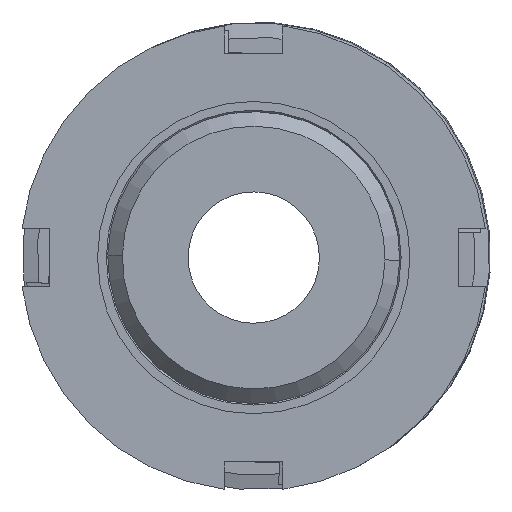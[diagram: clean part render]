
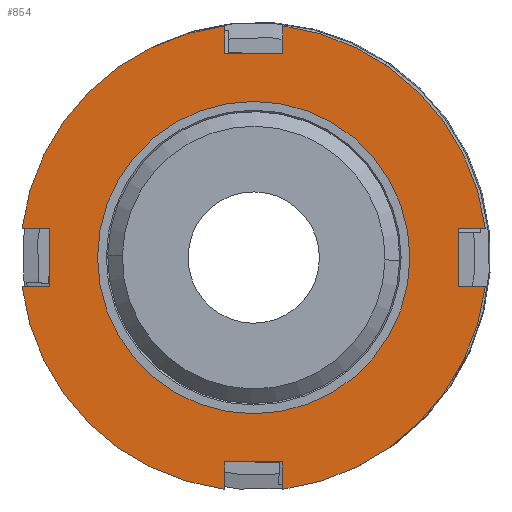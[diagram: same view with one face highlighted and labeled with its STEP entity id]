
A CAD part, front view. The second image highlights one B-rep face of the part: STEP entity #854.
In plain terms, the highlighted planar face has unit normal (0, -1, 0).
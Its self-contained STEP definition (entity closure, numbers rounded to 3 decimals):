
#17 = CARTESIAN_POINT ( 'NONE',  ( 15.875, -30., 2. ) ) ;
#64 = LINE ( 'NONE', #2521, #380 ) ;
#88 = CARTESIAN_POINT ( 'NONE',  ( 14., -30., -2. ) ) ;
#89 = CARTESIAN_POINT ( 'NONE',  ( 0., -30., 0. ) ) ;
#122 = VERTEX_POINT ( 'NONE', #266 ) ;
#133 = VECTOR ( 'NONE', #1911, 1000. ) ;
#144 = DIRECTION ( 'NONE',  ( -1., 0., 0. ) ) ;
#152 = VECTOR ( 'NONE', #614, 1000. ) ;
#177 = VERTEX_POINT ( 'NONE', #88 ) ;
#225 = EDGE_CURVE ( 'NONE', #3235, #3056, #2402, .T. ) ;
#266 = CARTESIAN_POINT ( 'NONE',  ( -15.875, -30., 2. ) ) ;
#273 = VECTOR ( 'NONE', #2104, 1000. ) ;
#327 = CARTESIAN_POINT ( 'NONE',  ( 0., -30., 0. ) ) ;
#332 = CARTESIAN_POINT ( 'NONE',  ( -2., -30., 0. ) ) ;
#343 = LINE ( 'NONE', #2975, #152 ) ;
#360 = DIRECTION ( 'NONE',  ( 0., 1., 0. ) ) ;
#380 = VECTOR ( 'NONE', #2062, 1000. ) ;
#416 = DIRECTION ( 'NONE',  ( 1., 0., 0. ) ) ;
#446 = LINE ( 'NONE', #2506, #1029 ) ;
#487 = CARTESIAN_POINT ( 'NONE',  ( 2., -30., 14. ) ) ;
#503 = CIRCLE ( 'NONE', #1501, 10.7 ) ;
#504 = DIRECTION ( 'NONE',  ( 0., 0., 1. ) ) ;
#533 = AXIS2_PLACEMENT_3D ( 'NONE', #3163, #360, #595 ) ;
#534 = VERTEX_POINT ( 'NONE', #487 ) ;
#559 = ORIENTED_EDGE ( 'NONE', *, *, #789, .T. ) ;
#562 = VERTEX_POINT ( 'NONE', #2556 ) ;
#588 = EDGE_CURVE ( 'NONE', #3056, #3235, #503, .T. ) ;
#595 = DIRECTION ( 'NONE',  ( 0., 0., 1. ) ) ;
#614 = DIRECTION ( 'NONE',  ( 1., 0., 0. ) ) ;
#720 = CIRCLE ( 'NONE', #962, 16. ) ;
#764 = VECTOR ( 'NONE', #1663, 1000. ) ;
#789 = EDGE_CURVE ( 'NONE', #2264, #2389, #948, .T. ) ;
#839 = CIRCLE ( 'NONE', #2693, 16. ) ;
#854 = ADVANCED_FACE ( 'NONE', ( #2118, #1447 ), #2695, .F. ) ;
#879 = CIRCLE ( 'NONE', #3050, 16. ) ;
#882 = CARTESIAN_POINT ( 'NONE',  ( 2., -30., -14. ) ) ;
#884 = CARTESIAN_POINT ( 'NONE',  ( -2., -30., 0. ) ) ;
#914 = EDGE_CURVE ( 'NONE', #946, #1010, #839, .T. ) ;
#946 = VERTEX_POINT ( 'NONE', #1584 ) ;
#948 = LINE ( 'NONE', #1178, #133 ) ;
#962 = AXIS2_PLACEMENT_3D ( 'NONE', #2892, #1054, #1829 ) ;
#996 = EDGE_CURVE ( 'NONE', #2801, #2056, #446, .T. ) ;
#1010 = VERTEX_POINT ( 'NONE', #2224 ) ;
#1020 = CARTESIAN_POINT ( 'NONE',  ( -2., -30., 15.875 ) ) ;
#1029 = VECTOR ( 'NONE', #2235, 1000. ) ;
#1054 = DIRECTION ( 'NONE',  ( 0., 1., 0. ) ) ;
#1083 = DIRECTION ( 'NONE',  ( 0., 0., 1. ) ) ;
#1100 = DIRECTION ( 'NONE',  ( 0., 0., 1. ) ) ;
#1123 = CARTESIAN_POINT ( 'NONE',  ( -2., -30., -14. ) ) ;
#1128 = EDGE_LOOP ( 'NONE', ( #1253, #2469, #3004, #3021, #2756, #1306, #2495, #2752, #2067, #2827, #1222, #2438, #2320, #2481, #1946, #559 ) ) ;
#1153 = CARTESIAN_POINT ( 'NONE',  ( -2., -30., 14. ) ) ;
#1178 = CARTESIAN_POINT ( 'NONE',  ( -14., -30., 0. ) ) ;
#1179 = LINE ( 'NONE', #2406, #273 ) ;
#1211 = VERTEX_POINT ( 'NONE', #17 ) ;
#1222 = ORIENTED_EDGE ( 'NONE', *, *, #2131, .T. ) ;
#1249 = EDGE_CURVE ( 'NONE', #122, #2187, #720, .T. ) ;
#1253 = ORIENTED_EDGE ( 'NONE', *, *, #2025, .F. ) ;
#1306 = ORIENTED_EDGE ( 'NONE', *, *, #914, .F. ) ;
#1320 = CARTESIAN_POINT ( 'NONE',  ( 10.7, -30., 2. ) ) ;
#1346 = EDGE_CURVE ( 'NONE', #177, #3190, #1616, .T. ) ;
#1361 = CARTESIAN_POINT ( 'NONE',  ( 0., -30., 0. ) ) ;
#1389 = VERTEX_POINT ( 'NONE', #2931 ) ;
#1397 = CARTESIAN_POINT ( 'NONE',  ( 14., -30., 2. ) ) ;
#1402 = ORIENTED_EDGE ( 'NONE', *, *, #225, .T. ) ;
#1410 = CARTESIAN_POINT ( 'NONE',  ( 14., -30., 0. ) ) ;
#1423 = CARTESIAN_POINT ( 'NONE',  ( -2., -30., -15.875 ) ) ;
#1447 = FACE_OUTER_BOUND ( 'NONE', #1128, .T. ) ;
#1456 = VECTOR ( 'NONE', #3085, 1000. ) ;
#1458 = LINE ( 'NONE', #884, #764 ) ;
#1459 = VERTEX_POINT ( 'NONE', #1153 ) ;
#1476 = VERTEX_POINT ( 'NONE', #1423 ) ;
#1497 = EDGE_CURVE ( 'NONE', #946, #177, #2505, .T. ) ;
#1501 = AXIS2_PLACEMENT_3D ( 'NONE', #2029, #3070, #504 ) ;
#1518 = EDGE_CURVE ( 'NONE', #1476, #2801, #1458, .T. ) ;
#1526 = VECTOR ( 'NONE', #2485, 1000. ) ;
#1584 = CARTESIAN_POINT ( 'NONE',  ( 15.875, -30., -2. ) ) ;
#1608 = DIRECTION ( 'NONE',  ( 0., 1., 0. ) ) ;
#1616 = LINE ( 'NONE', #1410, #2377 ) ;
#1648 = CARTESIAN_POINT ( 'NONE',  ( 10.7, -30., 2. ) ) ;
#1653 = DIRECTION ( 'NONE',  ( 0., 0., 1. ) ) ;
#1663 = DIRECTION ( 'NONE',  ( 0., 0., 1. ) ) ;
#1721 = LINE ( 'NONE', #332, #2663 ) ;
#1752 = LINE ( 'NONE', #2728, #1526 ) ;
#1802 = EDGE_CURVE ( 'NONE', #1211, #3190, #3187, .T. ) ;
#1829 = DIRECTION ( 'NONE',  ( 0., 0., 1. ) ) ;
#1848 = CARTESIAN_POINT ( 'NONE',  ( 0., -30., 10.7 ) ) ;
#1873 = EDGE_CURVE ( 'NONE', #2187, #1459, #1721, .T. ) ;
#1911 = DIRECTION ( 'NONE',  ( 0., 0., -1. ) ) ;
#1913 = EDGE_CURVE ( 'NONE', #1476, #562, #3226, .T. ) ;
#1923 = AXIS2_PLACEMENT_3D ( 'NONE', #1361, #2358, #1100 ) ;
#1946 = ORIENTED_EDGE ( 'NONE', *, *, #2766, .T. ) ;
#1991 = DIRECTION ( 'NONE',  ( 0., 0., 1. ) ) ;
#2025 = EDGE_CURVE ( 'NONE', #562, #2389, #343, .T. ) ;
#2029 = CARTESIAN_POINT ( 'NONE',  ( 0., -30., 0. ) ) ;
#2050 = CARTESIAN_POINT ( 'NONE',  ( 0., -30., -10.7 ) ) ;
#2056 = VERTEX_POINT ( 'NONE', #882 ) ;
#2062 = DIRECTION ( 'NONE',  ( 0., 0., 1. ) ) ;
#2067 = ORIENTED_EDGE ( 'NONE', *, *, #1802, .F. ) ;
#2104 = DIRECTION ( 'NONE',  ( -1., 0., 0. ) ) ;
#2118 = FACE_BOUND ( 'NONE', #2646, .T. ) ;
#2131 = EDGE_CURVE ( 'NONE', #1389, #534, #1752, .T. ) ;
#2148 = AXIS2_PLACEMENT_3D ( 'NONE', #2765, #2760, #1991 ) ;
#2187 = VERTEX_POINT ( 'NONE', #1020 ) ;
#2224 = CARTESIAN_POINT ( 'NONE',  ( 2., -30., -15.875 ) ) ;
#2235 = DIRECTION ( 'NONE',  ( 1., 0., 0. ) ) ;
#2249 = LINE ( 'NONE', #1648, #3005 ) ;
#2264 = VERTEX_POINT ( 'NONE', #2840 ) ;
#2317 = ORIENTED_EDGE ( 'NONE', *, *, #588, .T. ) ;
#2320 = ORIENTED_EDGE ( 'NONE', *, *, #1873, .F. ) ;
#2358 = DIRECTION ( 'NONE',  ( 0., 1., 0. ) ) ;
#2377 = VECTOR ( 'NONE', #1653, 1000. ) ;
#2379 = DIRECTION ( 'NONE',  ( 0., 0., -1. ) ) ;
#2389 = VERTEX_POINT ( 'NONE', #2551 ) ;
#2402 = CIRCLE ( 'NONE', #533, 10.7 ) ;
#2406 = CARTESIAN_POINT ( 'NONE',  ( 0., -30., 14. ) ) ;
#2438 = ORIENTED_EDGE ( 'NONE', *, *, #3133, .T. ) ;
#2452 = EDGE_CURVE ( 'NONE', #1389, #1211, #879, .T. ) ;
#2469 = ORIENTED_EDGE ( 'NONE', *, *, #1913, .F. ) ;
#2481 = ORIENTED_EDGE ( 'NONE', *, *, #1249, .F. ) ;
#2485 = DIRECTION ( 'NONE',  ( 0., 0., -1. ) ) ;
#2495 = ORIENTED_EDGE ( 'NONE', *, *, #1497, .T. ) ;
#2505 = LINE ( 'NONE', #3178, #2946 ) ;
#2506 = CARTESIAN_POINT ( 'NONE',  ( 0., -30., -14. ) ) ;
#2521 = CARTESIAN_POINT ( 'NONE',  ( 2., -30., 0. ) ) ;
#2551 = CARTESIAN_POINT ( 'NONE',  ( -14., -30., -2. ) ) ;
#2556 = CARTESIAN_POINT ( 'NONE',  ( -15.875, -30., -2. ) ) ;
#2644 = DIRECTION ( 'NONE',  ( 0., 1., 0. ) ) ;
#2646 = EDGE_LOOP ( 'NONE', ( #2317, #1402 ) ) ;
#2663 = VECTOR ( 'NONE', #2379, 1000. ) ;
#2693 = AXIS2_PLACEMENT_3D ( 'NONE', #89, #1608, #1083 ) ;
#2695 = PLANE ( 'NONE',  #2148 ) ;
#2728 = CARTESIAN_POINT ( 'NONE',  ( 2., -30., 0. ) ) ;
#2749 = EDGE_CURVE ( 'NONE', #1010, #2056, #64, .T. ) ;
#2752 = ORIENTED_EDGE ( 'NONE', *, *, #1346, .T. ) ;
#2756 = ORIENTED_EDGE ( 'NONE', *, *, #2749, .F. ) ;
#2760 = DIRECTION ( 'NONE',  ( 0., 1., 0. ) ) ;
#2765 = CARTESIAN_POINT ( 'NONE',  ( 10.7, -30., 0. ) ) ;
#2766 = EDGE_CURVE ( 'NONE', #122, #2264, #2249, .T. ) ;
#2801 = VERTEX_POINT ( 'NONE', #1123 ) ;
#2827 = ORIENTED_EDGE ( 'NONE', *, *, #2452, .F. ) ;
#2840 = CARTESIAN_POINT ( 'NONE',  ( -14., -30., 2. ) ) ;
#2892 = CARTESIAN_POINT ( 'NONE',  ( 0., -30., 0. ) ) ;
#2902 = DIRECTION ( 'NONE',  ( 0., 0., 1. ) ) ;
#2931 = CARTESIAN_POINT ( 'NONE',  ( 2., -30., 15.875 ) ) ;
#2946 = VECTOR ( 'NONE', #144, 1000. ) ;
#2975 = CARTESIAN_POINT ( 'NONE',  ( 10.7, -30., -2. ) ) ;
#3004 = ORIENTED_EDGE ( 'NONE', *, *, #1518, .T. ) ;
#3005 = VECTOR ( 'NONE', #416, 1000. ) ;
#3021 = ORIENTED_EDGE ( 'NONE', *, *, #996, .T. ) ;
#3050 = AXIS2_PLACEMENT_3D ( 'NONE', #327, #2644, #2902 ) ;
#3056 = VERTEX_POINT ( 'NONE', #1848 ) ;
#3070 = DIRECTION ( 'NONE',  ( 0., 1., 0. ) ) ;
#3085 = DIRECTION ( 'NONE',  ( -1., 0., 0. ) ) ;
#3133 = EDGE_CURVE ( 'NONE', #534, #1459, #1179, .T. ) ;
#3163 = CARTESIAN_POINT ( 'NONE',  ( 0., -30., 0. ) ) ;
#3178 = CARTESIAN_POINT ( 'NONE',  ( 10.7, -30., -2. ) ) ;
#3187 = LINE ( 'NONE', #1320, #1456 ) ;
#3190 = VERTEX_POINT ( 'NONE', #1397 ) ;
#3226 = CIRCLE ( 'NONE', #1923, 16. ) ;
#3235 = VERTEX_POINT ( 'NONE', #2050 ) ;
